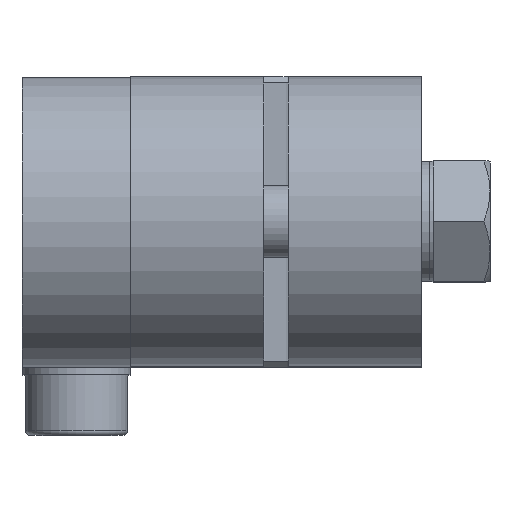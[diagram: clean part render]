
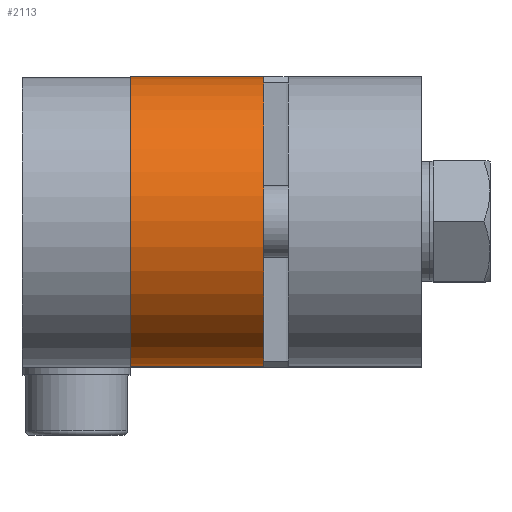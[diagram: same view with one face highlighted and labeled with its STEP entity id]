
A CAD part, top view. The second image highlights one B-rep face of the part: STEP entity #2113.
In plain terms, the highlighted cylindrical face has radius 12 mm (diameter 24 mm), a partial arc.
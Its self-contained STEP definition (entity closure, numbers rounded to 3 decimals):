
#1767=CARTESIAN_POINT('',(35.,-12.,20.));
#1768=VERTEX_POINT('',#1767);
#1775=CARTESIAN_POINT('',(35.,12.0,20.));
#1776=VERTEX_POINT('',#1775);
#1777=CARTESIAN_POINT('',(35.,0.,20.));
#1778=DIRECTION('',(0.0,0.0,-1.0));
#1779=DIRECTION('',(0.0,-1.0,0.0));
#1780=AXIS2_PLACEMENT_3D('',#1777,#1778,#1779);
#1781=CIRCLE('',#1780,12.);
#1782=EDGE_CURVE('',#1776,#1768,#1781,.T.);
#2002=CARTESIAN_POINT('',(35.,-12.,9.0));
#2003=VERTEX_POINT('',#2002);
#2010=CARTESIAN_POINT('',(35.,-12.,9.0));
#2011=DIRECTION('',(0.0,0.0,1.0));
#2012=VECTOR('',#2011,11.);
#2013=LINE('',#2010,#2012);
#2014=EDGE_CURVE('',#2003,#1768,#2013,.T.);
#2044=CARTESIAN_POINT('',(35.,12.0,9.0));
#2045=VERTEX_POINT('',#2044);
#2046=CARTESIAN_POINT('',(35.,12.0,9.0));
#2047=DIRECTION('',(0.0,0.0,1.0));
#2048=VECTOR('',#2047,11.);
#2049=LINE('',#2046,#2048);
#2050=EDGE_CURVE('',#2045,#1776,#2049,.T.);
#2085=CARTESIAN_POINT('',(35.,0.,9.0));
#2086=DIRECTION('',(0.0,0.0,1.0));
#2087=DIRECTION('',(0.0,-1.0,0.0));
#2088=AXIS2_PLACEMENT_3D('',#2085,#2086,#2087);
#2089=CIRCLE('',#2088,12.);
#2090=EDGE_CURVE('',#2003,#2045,#2089,.T.);
#2102=CARTESIAN_POINT('',(35.,0.,9.0));
#2103=DIRECTION('',(0.0,0.0,1.0));
#2104=DIRECTION('',(0.0,-1.0,0.0));
#2105=AXIS2_PLACEMENT_3D('',#2102,#2103,#2104);
#2106=CYLINDRICAL_SURFACE('',#2105,12.);
#2107=ORIENTED_EDGE('',*,*,#1782,.T.);
#2108=ORIENTED_EDGE('',*,*,#2014,.F.);
#2109=ORIENTED_EDGE('',*,*,#2090,.T.);
#2110=ORIENTED_EDGE('',*,*,#2050,.T.);
#2111=EDGE_LOOP('',(#2107,#2108,#2109,#2110));
#2112=FACE_OUTER_BOUND('',#2111,.T.);
#2113=ADVANCED_FACE('',(#2112),#2106,.T.);
